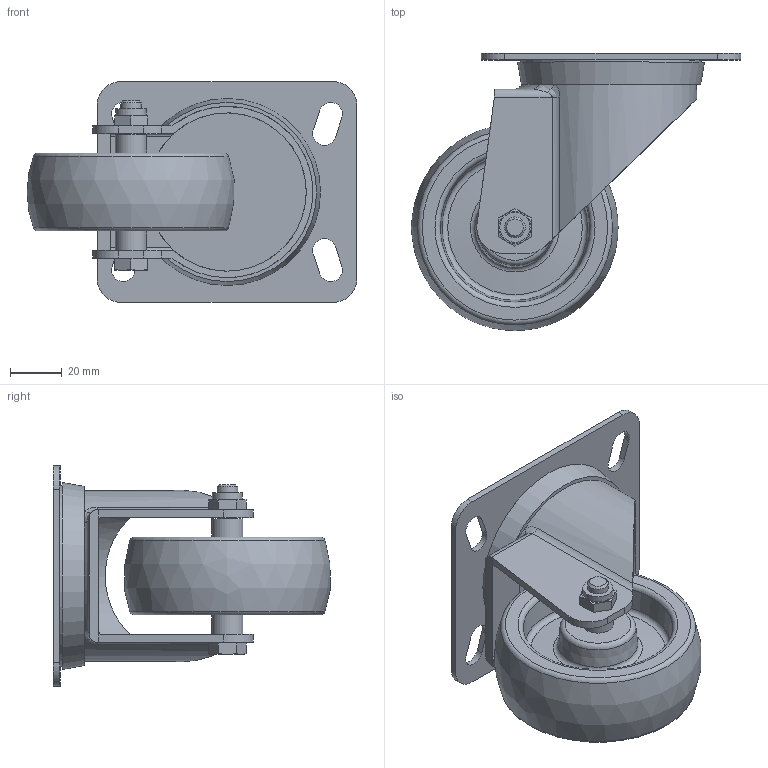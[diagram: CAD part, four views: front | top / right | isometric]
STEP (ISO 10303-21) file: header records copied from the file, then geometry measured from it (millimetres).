
FILE_DESCRIPTION(/* description */ ('RUOTA D.80 GIREV. C/P S/F'),/* implementation_level */ '2;1');
FILE_NAME(/* name */ 'CRUST0000062.stp',/* time_stamp */ '2025-02-12T14:36:44+01:00',/* author */ ('tecnico5'),/* organization */ (''),/* preprocessor_version */ 'ST-DEVELOPER v20',/* originating_system */ 'Autodesk Inventor 2022',/* authorisation */ '');
FILE_SCHEMA (('AUTOMOTIVE_DESIGN { 1 0 10303 214 3 1 1 }'));
Length unit declared in the file: millimetre
Products named in the file (1): CRUST0000062
Bounding box: 127.01 x 106.73 x 85 mm (x, y, z)
Volume: 177012.2 mm3; surface area: 59845.4 mm2
Topology: 1 solids, 2 shells, 145 faces, 344 edges, 220 vertices
Faces by surface type: plane 57, cylinder 34, cone 29, torus 20, bspline 4, sphere 1
Full cylindrical faces by diameter (mm): 8 x3, 9 x2, 11.63 x1, 12 x2, 40.35 x1, 61 x1, 69.6 x1
Entity records: 4639 total; most frequent: CARTESIAN_POINT 1019, DIRECTION 752, ORIENTED_EDGE 688, EDGE_CURVE 344, AXIS2_PLACEMENT_3D 312, VERTEX_POINT 220, EDGE_LOOP 174, CIRCLE 164
